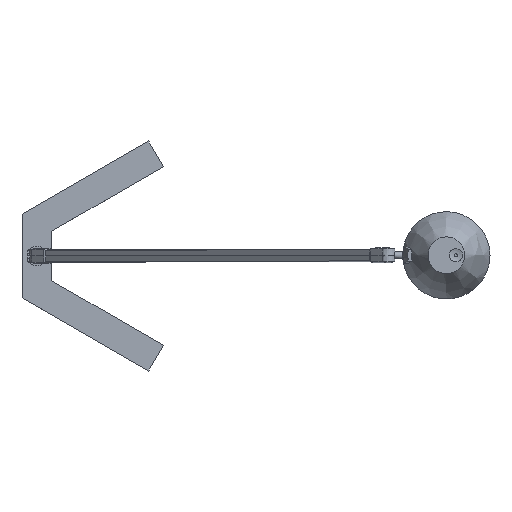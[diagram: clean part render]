
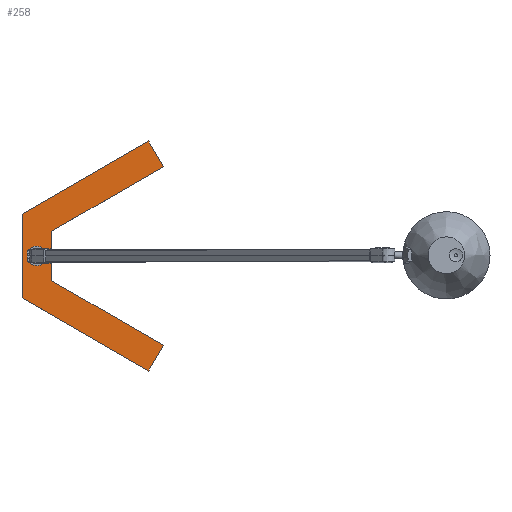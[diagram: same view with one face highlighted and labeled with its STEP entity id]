
A CAD part, top view. The second image highlights one B-rep face of the part: STEP entity #258.
In plain terms, the highlighted planar face has unit normal (0, 0, 1).
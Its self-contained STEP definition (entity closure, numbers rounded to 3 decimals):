
#144=FACE_BOUND('',#548,.T.);
#145=FACE_BOUND('',#549,.T.);
#258=ADVANCED_FACE('',(#144,#145),#317,.F.);
#317=PLANE('',#2056);
#548=EDGE_LOOP('',(#1317));
#549=EDGE_LOOP('',(#1318,#1319,#1320,#1321,#1322,#1323,#1324,#1325));
#632=CIRCLE('',#2031,7.9);
#716=LINE('',#3797,#807);
#719=LINE('',#3803,#810);
#722=LINE('',#3809,#813);
#728=LINE('',#3821,#819);
#729=LINE('',#3823,#820);
#730=LINE('',#3825,#821);
#731=LINE('',#3827,#822);
#732=LINE('',#3829,#823);
#807=VECTOR('',#2483,1.);
#810=VECTOR('',#2488,1.);
#813=VECTOR('',#2493,1.);
#819=VECTOR('',#2503,1.);
#820=VECTOR('',#2504,1.);
#821=VECTOR('',#2505,1.);
#822=VECTOR('',#2506,1.);
#823=VECTOR('',#2507,1.);
#1317=ORIENTED_EDGE('',*,*,#1757,.T.);
#1318=ORIENTED_EDGE('',*,*,#1776,.F.);
#1319=ORIENTED_EDGE('',*,*,#1782,.F.);
#1320=ORIENTED_EDGE('',*,*,#1783,.F.);
#1321=ORIENTED_EDGE('',*,*,#1784,.F.);
#1322=ORIENTED_EDGE('',*,*,#1785,.F.);
#1323=ORIENTED_EDGE('',*,*,#1786,.T.);
#1324=ORIENTED_EDGE('',*,*,#1770,.F.);
#1325=ORIENTED_EDGE('',*,*,#1773,.F.);
#1502=VERTEX_POINT('',#3760);
#1512=VERTEX_POINT('',#3791);
#1515=VERTEX_POINT('',#3796);
#1517=VERTEX_POINT('',#3802);
#1519=VERTEX_POINT('',#3808);
#1524=VERTEX_POINT('',#3822);
#1525=VERTEX_POINT('',#3824);
#1526=VERTEX_POINT('',#3826);
#1527=VERTEX_POINT('',#3828);
#1757=EDGE_CURVE('',#1502,#1502,#632,.T.);
#1770=EDGE_CURVE('',#1515,#1512,#716,.T.);
#1773=EDGE_CURVE('',#1517,#1515,#719,.T.);
#1776=EDGE_CURVE('',#1519,#1517,#722,.T.);
#1782=EDGE_CURVE('',#1524,#1519,#728,.T.);
#1783=EDGE_CURVE('',#1525,#1524,#729,.T.);
#1784=EDGE_CURVE('',#1526,#1525,#730,.T.);
#1785=EDGE_CURVE('',#1527,#1526,#731,.T.);
#1786=EDGE_CURVE('',#1527,#1512,#732,.T.);
#2031=AXIS2_PLACEMENT_3D('',#3759,#2438,#2439);
#2056=AXIS2_PLACEMENT_3D('',#3830,#2508,#2509);
#2438=DIRECTION('',(0.,0.,-1.));
#2439=DIRECTION('',(1.,0.,0.));
#2483=DIRECTION('',(-0.866,0.5,0.));
#2488=DIRECTION('',(-0.5,-0.866,0.));
#2493=DIRECTION('',(0.866,-0.5,0.));
#2503=DIRECTION('',(0.,-1.,0.));
#2504=DIRECTION('',(-0.866,-0.5,0.));
#2505=DIRECTION('',(0.5,-0.866,0.));
#2506=DIRECTION('',(0.866,0.5,0.));
#2507=DIRECTION('',(0.,-1.,0.));
#2508=DIRECTION('',(0.,0.,-1.));
#2509=DIRECTION('',(0.,-1.,0.));
#3759=CARTESIAN_POINT('',(0.,0.,-5.5));
#3760=CARTESIAN_POINT('',(7.9,0.,-5.5));
#3791=CARTESIAN_POINT('',(-15.,-42.321,-5.5));
#3796=CARTESIAN_POINT('',(112.583,-115.981,-5.5));
#3797=CARTESIAN_POINT('',(-22.075,-38.236,-5.5));
#3802=CARTESIAN_POINT('',(127.583,-90.,-5.5));
#3803=CARTESIAN_POINT('',(134.659,-77.745,-5.5));
#3808=CARTESIAN_POINT('',(15.,-25.,-5.5));
#3809=CARTESIAN_POINT('',(-7.075,-12.255,-5.5));
#3821=CARTESIAN_POINT('',(15.,0.,-5.5));
#3822=CARTESIAN_POINT('',(15.,25.,-5.5));
#3823=CARTESIAN_POINT('',(15.,25.,-5.5));
#3824=CARTESIAN_POINT('',(127.583,90.,-5.5));
#3825=CARTESIAN_POINT('',(127.583,90.,-5.5));
#3826=CARTESIAN_POINT('',(112.583,115.981,-5.5));
#3827=CARTESIAN_POINT('',(112.583,115.981,-5.5));
#3828=CARTESIAN_POINT('',(-15.,42.321,-5.5));
#3829=CARTESIAN_POINT('',(-15.,0.,-5.5));
#3830=CARTESIAN_POINT('',(0.,0.,-5.5));
